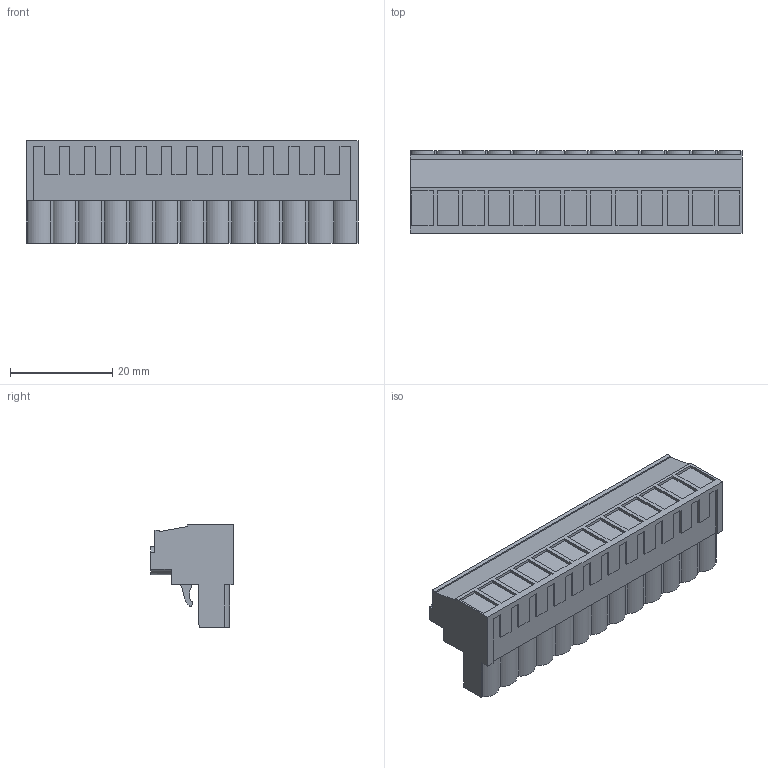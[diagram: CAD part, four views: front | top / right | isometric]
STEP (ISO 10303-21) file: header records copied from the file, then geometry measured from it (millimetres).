
FILE_DESCRIPTION(('CATIA V5 STEP Exchange','CAx-IF Rec.Pracs.--- Model Styling and Organization---1.2---2011-12-15'),'2;1');
FILE_NAME ('D1460302_0_1954380000_1954380000.stp','2017-05-25T06:38:15+00:00',('none'),('Weidmueller'),'CATIA Version 5-6 Release 2014','CATIA V5 STEP AP214','none');
FILE_SCHEMA(('AUTOMOTIVE_DESIGN { 1 0 10303 214 1 1 1 1 }'));
Length unit declared in the file: millimetre
Products named in the file (1): 1954380000
Bounding box: 65 x 16.1 x 20.1 mm (x, y, z)
Volume: 12898.6 mm3; surface area: 7032.9 mm2
Topology: 14 solids, 14 shells, 828 faces, 2360 edges, 1612 vertices
Faces by surface type: plane 677, cylinder 151
Entity records: 25287 total; most frequent: CARTESIAN_POINT 4807, ORIENTED_EDGE 4720, DIRECTION 3383, EDGE_CURVE 2360, VECTOR 1980, LINE 1980, VERTEX_POINT 1612, EDGE_LOOP 880
